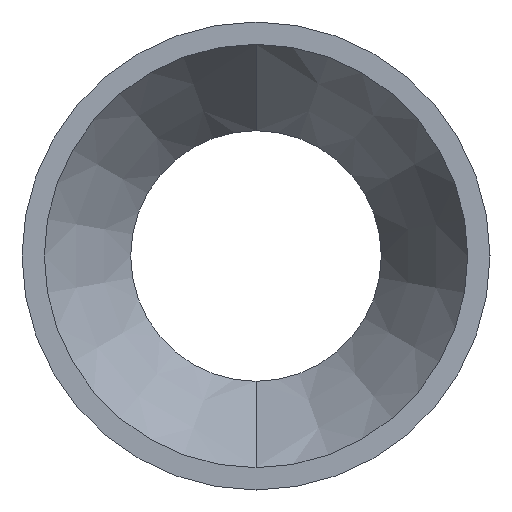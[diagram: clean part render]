
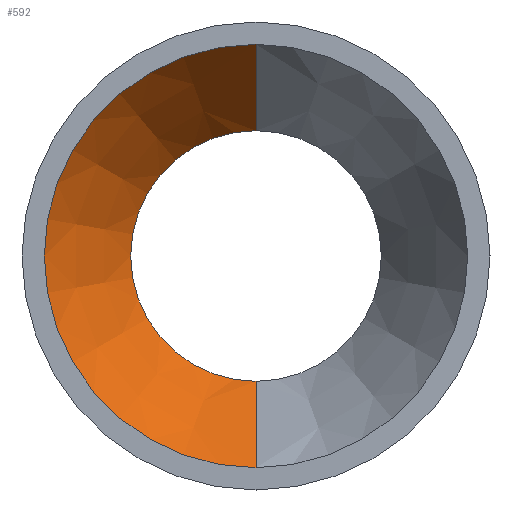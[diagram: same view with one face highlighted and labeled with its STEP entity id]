
A CAD part, front view. The second image highlights one B-rep face of the part: STEP entity #592.
In plain terms, the highlighted conical face has half-angle 30.256 degrees and reference radius 3.8 mm.
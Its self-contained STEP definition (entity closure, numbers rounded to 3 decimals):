
#2 = DIRECTION ( 'NONE',  ( 0., -0.864, -0.504 ) ) ;
#4 = CIRCLE ( 'NONE', #602, 2.25 ) ;
#17 = ORIENTED_EDGE ( 'NONE', *, *, #457, .T. ) ;
#32 = DIRECTION ( 'NONE',  ( 0., 0., -1. ) ) ;
#69 = CARTESIAN_POINT ( 'NONE',  ( 0., -7., 3.8 ) ) ;
#79 = DIRECTION ( 'NONE',  ( 0., -1., 0. ) ) ;
#104 = DIRECTION ( 'NONE',  ( 0., -0.864, 0.504 ) ) ;
#108 = EDGE_CURVE ( 'NONE', #317, #257, #405, .T. ) ;
#116 = EDGE_LOOP ( 'NONE', ( #17, #136, #567, #487 ) ) ;
#118 = AXIS2_PLACEMENT_3D ( 'NONE', #274, #79, #32 ) ;
#136 = ORIENTED_EDGE ( 'NONE', *, *, #402, .T. ) ;
#142 = CARTESIAN_POINT ( 'NONE',  ( 0., -4.343, 2.25 ) ) ;
#144 = VECTOR ( 'NONE', #2, 1000. ) ;
#154 = AXIS2_PLACEMENT_3D ( 'NONE', #322, #178, #367 ) ;
#171 = DIRECTION ( 'NONE',  ( 0., 1., 0. ) ) ;
#178 = DIRECTION ( 'NONE',  ( 0., 1., 0. ) ) ;
#211 = CIRCLE ( 'NONE', #154, 3.8 ) ;
#219 = VECTOR ( 'NONE', #104, 1000. ) ;
#227 = DIRECTION ( 'NONE',  ( 0., 0., 1. ) ) ;
#257 = VERTEX_POINT ( 'NONE', #564 ) ;
#274 = CARTESIAN_POINT ( 'NONE',  ( 0., -7., 0. ) ) ;
#298 = CARTESIAN_POINT ( 'NONE',  ( 0., -4.343, -2.25 ) ) ;
#317 = VERTEX_POINT ( 'NONE', #298 ) ;
#322 = CARTESIAN_POINT ( 'NONE',  ( 0., -7., 0. ) ) ;
#367 = DIRECTION ( 'NONE',  ( 0., 0., 1. ) ) ;
#386 = CARTESIAN_POINT ( 'NONE',  ( 0., -7., -3.8 ) ) ;
#402 = EDGE_CURVE ( 'NONE', #433, #589, #570, .T. ) ;
#405 = LINE ( 'NONE', #386, #144 ) ;
#433 = VERTEX_POINT ( 'NONE', #142 ) ;
#451 = FACE_OUTER_BOUND ( 'NONE', #116, .T. ) ;
#457 = EDGE_CURVE ( 'NONE', #317, #433, #4, .T. ) ;
#478 = CARTESIAN_POINT ( 'NONE',  ( 0., -7., 3.8 ) ) ;
#487 = ORIENTED_EDGE ( 'NONE', *, *, #108, .F. ) ;
#564 = CARTESIAN_POINT ( 'NONE',  ( 0., -7., -3.8 ) ) ;
#567 = ORIENTED_EDGE ( 'NONE', *, *, #622, .F. ) ;
#570 = LINE ( 'NONE', #478, #219 ) ;
#588 = CONICAL_SURFACE ( 'NONE', #118, 3.8, 0.528 ) ;
#589 = VERTEX_POINT ( 'NONE', #69 ) ;
#592 = ADVANCED_FACE ( 'NONE', ( #451 ), #588, .F. ) ;
#599 = CARTESIAN_POINT ( 'NONE',  ( 0., -4.343, 0. ) ) ;
#602 = AXIS2_PLACEMENT_3D ( 'NONE', #599, #171, #227 ) ;
#622 = EDGE_CURVE ( 'NONE', #257, #589, #211, .T. ) ;
